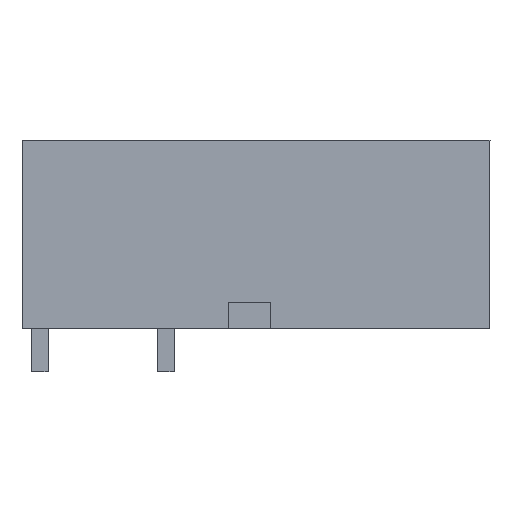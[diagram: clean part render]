
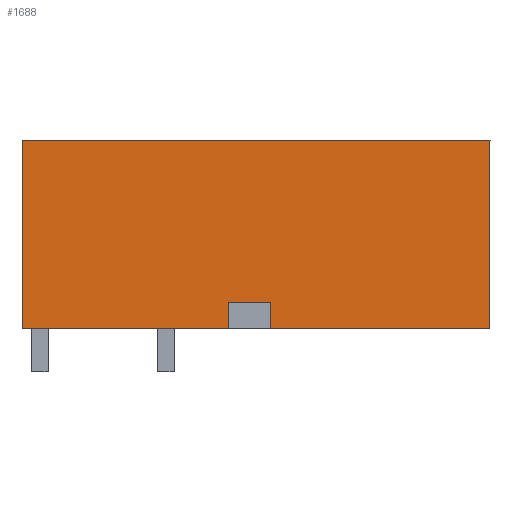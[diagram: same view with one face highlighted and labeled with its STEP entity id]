
A CAD part, left-side view. The second image highlights one B-rep face of the part: STEP entity #1688.
In plain terms, the highlighted planar face has unit normal (-1, 0, 0).
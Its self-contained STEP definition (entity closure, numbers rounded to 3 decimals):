
#1643=AXIS2_PLACEMENT_3D('Plane Axis2P3D',#1640,#1641,#1642) ;
#166=CARTESIAN_POINT('Vertex',(0.,28.3,14.)) ;
#169=CARTESIAN_POINT('Line Origine',(0.,14.15,14.)) ;
#173=CARTESIAN_POINT('Vertex',(0.,0.,14.)) ;
#495=CARTESIAN_POINT('Line Origine',(0.,0.,8.3)) ;
#499=CARTESIAN_POINT('Vertex',(0.,0.,2.6)) ;
#1594=CARTESIAN_POINT('Vertex',(0.,28.3,2.6)) ;
#1597=CARTESIAN_POINT('Line Origine',(0.,28.3,8.3)) ;
#1640=CARTESIAN_POINT('Axis2P3D Location',(0.,28.3,-0.9)) ;
#1645=CARTESIAN_POINT('Line Origine',(0.,6.65,2.6)) ;
#1649=CARTESIAN_POINT('Vertex',(0.,13.3,2.6)) ;
#1652=CARTESIAN_POINT('Line Origine',(0.,22.05,2.6)) ;
#1656=CARTESIAN_POINT('Vertex',(0.,15.8,2.6)) ;
#1659=CARTESIAN_POINT('Line Origine',(0.,15.8,3.4)) ;
#1663=CARTESIAN_POINT('Vertex',(0.,15.8,4.2)) ;
#1666=CARTESIAN_POINT('Line Origine',(0.,14.55,4.2)) ;
#1670=CARTESIAN_POINT('Vertex',(0.,13.3,4.2)) ;
#1673=CARTESIAN_POINT('Line Origine',(0.,13.3,3.4)) ;
#170=DIRECTION('Vector Direction',(0.,-1.,0.)) ;
#496=DIRECTION('Vector Direction',(0.,0.,-1.)) ;
#1598=DIRECTION('Vector Direction',(0.,0.,1.)) ;
#1641=DIRECTION('Axis2P3D Direction',(-1.,0.,0.)) ;
#1642=DIRECTION('Axis2P3D XDirection',(0.,-1.,0.)) ;
#1646=DIRECTION('Vector Direction',(0.,1.,0.)) ;
#1653=DIRECTION('Vector Direction',(0.,1.,0.)) ;
#1660=DIRECTION('Vector Direction',(0.,0.,1.)) ;
#1667=DIRECTION('Vector Direction',(0.,1.,0.)) ;
#1674=DIRECTION('Vector Direction',(0.,0.,1.)) ;
#171=VECTOR('Line Direction',#170,1.) ;
#497=VECTOR('Line Direction',#496,1.) ;
#1599=VECTOR('Line Direction',#1598,1.) ;
#1647=VECTOR('Line Direction',#1646,1.) ;
#1654=VECTOR('Line Direction',#1653,1.) ;
#1661=VECTOR('Line Direction',#1660,1.) ;
#1668=VECTOR('Line Direction',#1667,1.) ;
#1675=VECTOR('Line Direction',#1674,1.) ;
#1679=ORIENTED_EDGE('',*,*,#1651,.T.) ;
#1680=ORIENTED_EDGE('',*,*,#501,.T.) ;
#1681=ORIENTED_EDGE('',*,*,#175,.T.) ;
#1682=ORIENTED_EDGE('',*,*,#1601,.T.) ;
#1683=ORIENTED_EDGE('',*,*,#1658,.T.) ;
#1684=ORIENTED_EDGE('',*,*,#1665,.T.) ;
#1685=ORIENTED_EDGE('',*,*,#1672,.T.) ;
#1686=ORIENTED_EDGE('',*,*,#1677,.T.) ;
#1688=ADVANCED_FACE('main body',(#1687),#1644,.T.) ;
#175=EDGE_CURVE('',#174,#167,#172,.F.) ;
#501=EDGE_CURVE('',#500,#174,#498,.F.) ;
#1601=EDGE_CURVE('',#167,#1595,#1600,.F.) ;
#1651=EDGE_CURVE('',#1650,#500,#1648,.F.) ;
#1658=EDGE_CURVE('',#1595,#1657,#1655,.F.) ;
#1665=EDGE_CURVE('',#1657,#1664,#1662,.T.) ;
#1672=EDGE_CURVE('',#1664,#1671,#1669,.F.) ;
#1677=EDGE_CURVE('',#1671,#1650,#1676,.F.) ;
#1678=EDGE_LOOP('',(#1679,#1680,#1681,#1682,#1683,#1684,#1685,#1686)) ;
#1687=FACE_OUTER_BOUND('',#1678,.T.) ;
#172=LINE('Line',#169,#171) ;
#498=LINE('Line',#495,#497) ;
#1600=LINE('Line',#1597,#1599) ;
#1648=LINE('Line',#1645,#1647) ;
#1655=LINE('Line',#1652,#1654) ;
#1662=LINE('Line',#1659,#1661) ;
#1669=LINE('Line',#1666,#1668) ;
#1676=LINE('Line',#1673,#1675) ;
#1644=PLANE('',#1643) ;
#167=VERTEX_POINT('',#166) ;
#174=VERTEX_POINT('',#173) ;
#500=VERTEX_POINT('',#499) ;
#1595=VERTEX_POINT('',#1594) ;
#1650=VERTEX_POINT('',#1649) ;
#1657=VERTEX_POINT('',#1656) ;
#1664=VERTEX_POINT('',#1663) ;
#1671=VERTEX_POINT('',#1670) ;
